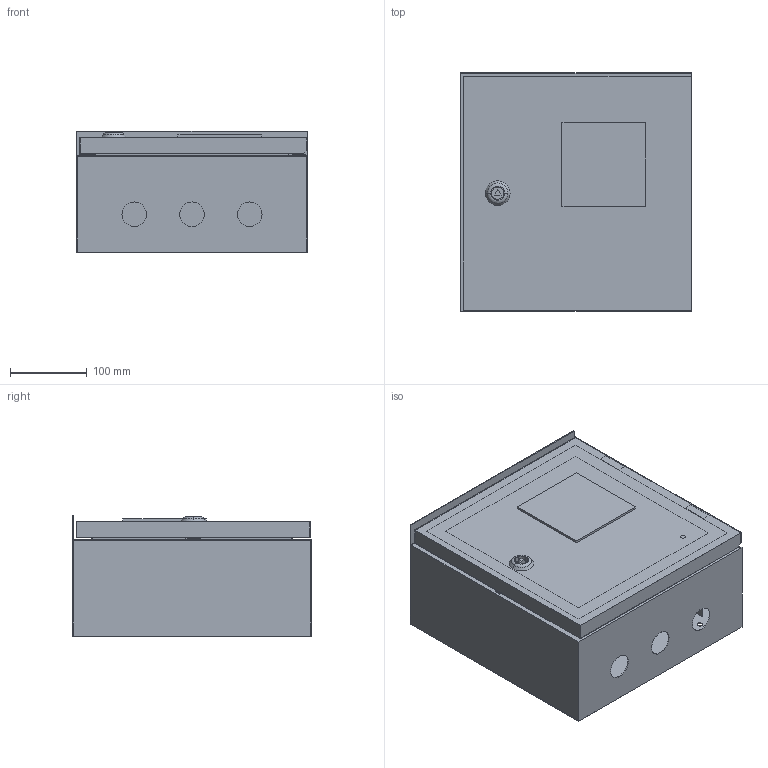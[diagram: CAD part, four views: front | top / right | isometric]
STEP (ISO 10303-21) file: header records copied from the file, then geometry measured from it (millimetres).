
FILE_DESCRIPTION (( 'STEP AP214' ), '1' );
FILE_NAME ('Êîðïóñ ìåòàëëè÷åñêèé ÙÓ 1_1-0 (310õ300õ150) Ó1 IP54 GENERICA.STEP', '2025-05-14T14:22:02', ( '' ), ( '' ), 'SwSTEP 2.0', 'SolidWorks 2022', '' );
FILE_SCHEMA (( 'AUTOMOTIVE_DESIGN' ));
Length unit declared in the file: millimetre
Products named in the file (3): Дверь ЩУ-1; Корпус металлический ЩУ 1_1-0 (310х300х150) У1 IP54 GENERICA; Оболочка ЩУ-1
Assembly tree (2 placements, depth 2):
  Корпус металлический ЩУ 1_1-0 (310х300х150) У1 IP54 GENERICA
    Оболочка ЩУ-1
    Дверь ЩУ-1
Bounding box: 300 x 310 x 157.8 mm (x, y, z)
Volume: 610902.9 mm3; surface area: 982306.4 mm2
Topology: 7 solids, 8 shells, 424 faces, 1054 edges, 668 vertices
Faces by surface type: plane 245, cylinder 135, cone 30, bspline 12, torus 2
Entity records: 13276 total; most frequent: CARTESIAN_POINT 2911, ORIENTED_EDGE 2108, DIRECTION 2057, EDGE_CURVE 1054, AXIS2_PLACEMENT_3D 702, VERTEX_POINT 668, VECTOR 653, LINE 653
